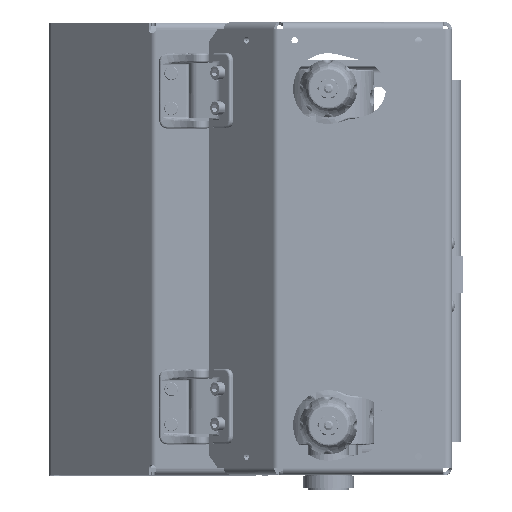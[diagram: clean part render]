
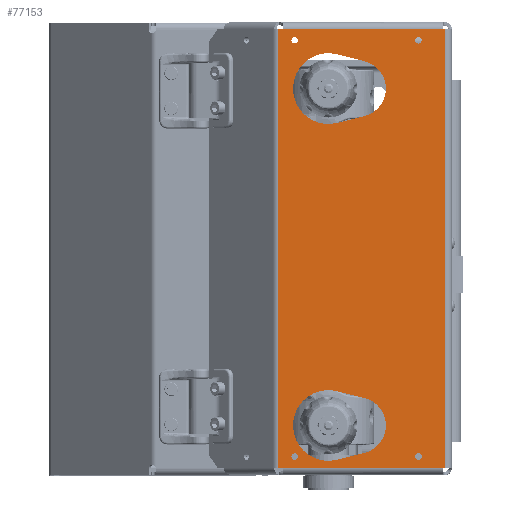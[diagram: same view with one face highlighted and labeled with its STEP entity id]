
A CAD part, top view. The second image highlights one B-rep face of the part: STEP entity #77153.
In plain terms, the highlighted planar face has unit normal (0, 0, 1).
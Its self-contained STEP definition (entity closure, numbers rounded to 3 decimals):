
#4407=LINE('',#105603,#8096);
#4417=LINE('',#105635,#8106);
#4447=LINE('',#105721,#8136);
#4460=LINE('',#105778,#8149);
#4464=LINE('',#105790,#8153);
#4471=LINE('',#105832,#8160);
#4473=LINE('',#105840,#8162);
#4496=LINE('',#105934,#8185);
#8096=VECTOR('',#87961,1000.);
#8106=VECTOR('',#87985,1000.);
#8136=VECTOR('',#88067,1000.);
#8149=VECTOR('',#88124,1000.);
#8153=VECTOR('',#88136,1000.);
#8160=VECTOR('',#88181,1000.);
#8162=VECTOR('',#88191,1000.);
#8185=VECTOR('',#88232,1000.);
#12025=ORIENTED_EDGE('',*,*,#29577,.F.);
#12026=ORIENTED_EDGE('',*,*,#29576,.F.);
#12027=ORIENTED_EDGE('',*,*,#29573,.F.);
#12028=ORIENTED_EDGE('',*,*,#29570,.F.);
#12029=ORIENTED_EDGE('',*,*,#29523,.F.);
#12030=ORIENTED_EDGE('',*,*,#29480,.F.);
#12031=ORIENTED_EDGE('',*,*,#29608,.T.);
#12032=ORIENTED_EDGE('',*,*,#29464,.T.);
#12033=ORIENTED_EDGE('',*,*,#29566,.T.);
#12034=ORIENTED_EDGE('',*,*,#29564,.T.);
#12035=ORIENTED_EDGE('',*,*,#29562,.T.);
#12036=ORIENTED_EDGE('',*,*,#29560,.T.);
#12037=ORIENTED_EDGE('',*,*,#29557,.T.);
#12038=ORIENTED_EDGE('',*,*,#29554,.T.);
#12039=ORIENTED_EDGE('',*,*,#29551,.T.);
#12040=ORIENTED_EDGE('',*,*,#29548,.T.);
#29464=EDGE_CURVE('',#38295,#38294,#4407,.T.);
#29480=EDGE_CURVE('',#38309,#38310,#4417,.T.);
#29523=EDGE_CURVE('',#38310,#38294,#4447,.T.);
#29548=EDGE_CURVE('',#38362,#38361,#4460,.T.);
#29551=EDGE_CURVE('',#38364,#38362,#44010,.T.);
#29554=EDGE_CURVE('',#38366,#38364,#4464,.T.);
#29557=EDGE_CURVE('',#38361,#38366,#44012,.T.);
#29560=EDGE_CURVE('',#38369,#38369,#44015,.T.);
#29562=EDGE_CURVE('',#38371,#38371,#44017,.T.);
#29564=EDGE_CURVE('',#38373,#38373,#44019,.T.);
#29566=EDGE_CURVE('',#38375,#38375,#44021,.T.);
#29570=EDGE_CURVE('',#38379,#38376,#44023,.F.);
#29573=EDGE_CURVE('',#38376,#38380,#4471,.T.);
#29576=EDGE_CURVE('',#38380,#38382,#44025,.F.);
#29577=EDGE_CURVE('',#38382,#38379,#4473,.T.);
#29608=EDGE_CURVE('',#38309,#38295,#4496,.T.);
#38294=VERTEX_POINT('',#105602);
#38295=VERTEX_POINT('',#105604);
#38309=VERTEX_POINT('',#105634);
#38310=VERTEX_POINT('',#105636);
#38361=VERTEX_POINT('',#105777);
#38362=VERTEX_POINT('',#105779);
#38364=VERTEX_POINT('',#105785);
#38366=VERTEX_POINT('',#105791);
#38369=VERTEX_POINT('',#105802);
#38371=VERTEX_POINT('',#105807);
#38373=VERTEX_POINT('',#105812);
#38375=VERTEX_POINT('',#105817);
#38376=VERTEX_POINT('',#105820);
#38379=VERTEX_POINT('',#105825);
#38380=VERTEX_POINT('',#105829);
#38382=VERTEX_POINT('',#105835);
#44010=CIRCLE('',#80994,14.288);
#44012=CIRCLE('',#80998,17.856);
#44015=CIRCLE('',#81002,1.651);
#44017=CIRCLE('',#81005,1.651);
#44019=CIRCLE('',#81008,1.651);
#44021=CIRCLE('',#81011,1.651);
#44023=CIRCLE('',#81014,17.856);
#44025=CIRCLE('',#81018,14.288);
#47321=EDGE_LOOP('',(#12025,#12026,#12027,#12028));
#47322=EDGE_LOOP('',(#12029,#12030,#12031,#12032));
#47323=EDGE_LOOP('',(#12033));
#47324=EDGE_LOOP('',(#12034));
#47325=EDGE_LOOP('',(#12035));
#47326=EDGE_LOOP('',(#12036));
#47327=EDGE_LOOP('',(#12037,#12038,#12039,#12040));
#52029=FACE_BOUND('',#47321,.T.);
#52030=FACE_BOUND('',#47322,.T.);
#52031=FACE_BOUND('',#47323,.T.);
#52032=FACE_BOUND('',#47324,.T.);
#52033=FACE_BOUND('',#47325,.T.);
#52034=FACE_BOUND('',#47326,.T.);
#52035=FACE_BOUND('',#47327,.T.);
#56683=PLANE('',#81029);
#77153=ADVANCED_FACE('',(#52029,#52030,#52031,#52032,#52033,#52034,#52035),
#56683,.F.);
#80994=AXIS2_PLACEMENT_3D('',#105784,#88129,#88130);
#80998=AXIS2_PLACEMENT_3D('',#105796,#88141,#88142);
#81002=AXIS2_PLACEMENT_3D('',#105801,#88149,#88150);
#81005=AXIS2_PLACEMENT_3D('',#105806,#88155,#88156);
#81008=AXIS2_PLACEMENT_3D('',#105811,#88161,#88162);
#81011=AXIS2_PLACEMENT_3D('',#105816,#88167,#88168);
#81014=AXIS2_PLACEMENT_3D('',#105826,#88175,#88176);
#81018=AXIS2_PLACEMENT_3D('',#105838,#88187,#88188);
#81029=AXIS2_PLACEMENT_3D('',#105935,#88233,#88234);
#87961=DIRECTION('',(1.,0.,0.));
#87985=DIRECTION('',(1.,0.,0.));
#88067=DIRECTION('',(0.,-1.,0.));
#88124=DIRECTION('',(-0.97,-0.242,0.));
#88129=DIRECTION('',(0.,0.,-1.));
#88130=DIRECTION('',(-1.,0.,0.));
#88136=DIRECTION('',(0.97,-0.242,0.));
#88141=DIRECTION('',(0.,0.,-1.));
#88142=DIRECTION('',(1.,0.,0.));
#88149=DIRECTION('',(0.,0.,-1.));
#88150=DIRECTION('',(1.,0.,0.));
#88155=DIRECTION('',(0.,0.,-1.));
#88156=DIRECTION('',(1.,0.,0.));
#88161=DIRECTION('',(0.,0.,-1.));
#88162=DIRECTION('',(1.,0.,0.));
#88167=DIRECTION('',(0.,0.,-1.));
#88168=DIRECTION('',(1.,0.,0.));
#88175=DIRECTION('',(0.,0.,-1.));
#88176=DIRECTION('',(1.,0.,0.));
#88181=DIRECTION('',(0.97,0.242,0.));
#88187=DIRECTION('',(0.,0.,-1.));
#88188=DIRECTION('',(1.,0.,0.));
#88191=DIRECTION('',(-0.97,0.242,0.));
#88232=DIRECTION('',(0.,-1.,0.));
#88233=DIRECTION('',(0.,0.,-1.));
#88234=DIRECTION('',(1.,0.,0.));
#105602=CARTESIAN_POINT('',(193.872,-3.146,186.053));
#105603=CARTESIAN_POINT('',(108.937,-3.146,186.053));
#105604=CARTESIAN_POINT('',(109.758,-3.146,186.053));
#105634=CARTESIAN_POINT('',(109.758,218.286,186.053));
#105635=CARTESIAN_POINT('',(108.937,218.286,186.053));
#105636=CARTESIAN_POINT('',(193.872,218.286,186.053));
#105721=CARTESIAN_POINT('',(193.872,221.87,186.053));
#105777=CARTESIAN_POINT('',(139.492,170.911,186.053));
#105778=CARTESIAN_POINT('',(139.492,170.911,186.053));
#105779=CARTESIAN_POINT('',(153.359,174.374,186.053));
#105784=CARTESIAN_POINT('',(149.898,188.236,186.053));
#105785=CARTESIAN_POINT('',(153.359,202.098,186.053));
#105790=CARTESIAN_POINT('',(139.492,205.56,186.053));
#105791=CARTESIAN_POINT('',(139.492,205.56,186.053));
#105796=CARTESIAN_POINT('',(135.166,188.236,186.053));
#105801=CARTESIAN_POINT('',(180.615,212.65,186.053));
#105802=CARTESIAN_POINT('',(182.266,212.65,186.053));
#105806=CARTESIAN_POINT('',(118.175,212.65,186.053));
#105807=CARTESIAN_POINT('',(119.826,212.65,186.053));
#105811=CARTESIAN_POINT('',(180.615,2.49,186.053));
#105812=CARTESIAN_POINT('',(182.266,2.49,186.053));
#105816=CARTESIAN_POINT('',(118.175,2.49,186.053));
#105817=CARTESIAN_POINT('',(119.826,2.49,186.053));
#105820=CARTESIAN_POINT('',(139.492,0.858,186.053));
#105825=CARTESIAN_POINT('',(139.492,35.507,186.053));
#105826=CARTESIAN_POINT('',(135.166,18.183,186.053));
#105829=CARTESIAN_POINT('',(153.359,4.321,186.053));
#105832=CARTESIAN_POINT('',(162.673,6.646,186.053));
#105835=CARTESIAN_POINT('',(153.359,32.045,186.053));
#105838=CARTESIAN_POINT('',(149.898,18.183,186.053));
#105840=CARTESIAN_POINT('',(66.929,53.624,186.053));
#105934=CARTESIAN_POINT('',(109.758,221.87,186.053));
#105935=CARTESIAN_POINT('',(108.937,221.87,186.053));
